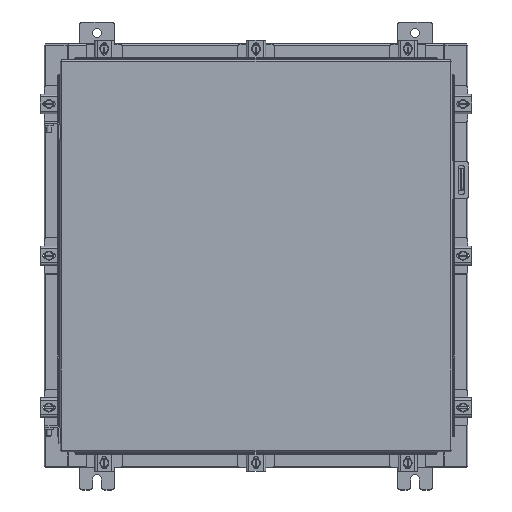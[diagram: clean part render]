
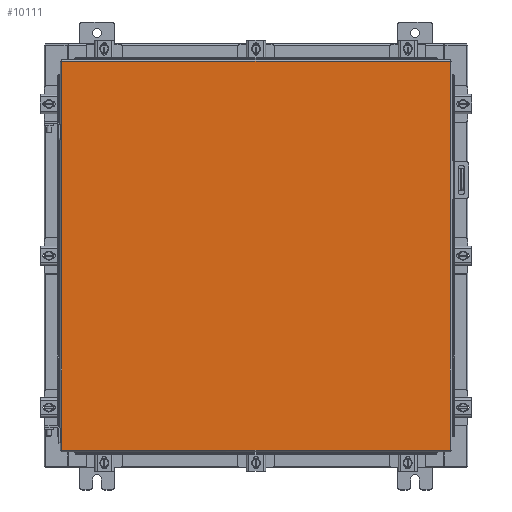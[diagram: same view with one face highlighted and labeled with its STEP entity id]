
A CAD part, top view. The second image highlights one B-rep face of the part: STEP entity #10111.
In plain terms, the highlighted planar face has unit normal (0, 0, 1).
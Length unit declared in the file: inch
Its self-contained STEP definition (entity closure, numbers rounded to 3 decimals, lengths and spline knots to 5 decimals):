
#2422 = VERTEX_POINT ( 'NONE', #14852 ) ;
#2661 = VERTEX_POINT ( 'NONE', #15449 ) ;
#2706 = CARTESIAN_POINT ( 'NONE',  ( -11.0063, -11.0063, 0. ) ) ;
#3017 = PLANE ( 'NONE',  #5433 ) ;
#3217 = CARTESIAN_POINT ( 'NONE',  ( 11.0063, 11.0063, 0. ) ) ;
#3891 = CARTESIAN_POINT ( 'NONE',  ( -11.0063, 11.0063, 0. ) ) ;
#4821 = EDGE_CURVE ( 'NONE', #18234, #2661, #11670, .T. ) ;
#5433 = AXIS2_PLACEMENT_3D ( 'NONE', #16969, #6525, #18693 ) ;
#5897 = EDGE_CURVE ( 'NONE', #18603, #2422, #17352, .T. ) ;
#6192 = ORIENTED_EDGE ( 'NONE', *, *, #17171, .T. ) ;
#6525 = DIRECTION ( 'NONE',  ( 0., 0., -1. ) ) ;
#6606 = ORIENTED_EDGE ( 'NONE', *, *, #5897, .T. ) ;
#7047 = DIRECTION ( 'NONE',  ( 0., 1., 0. ) ) ;
#7077 = ORIENTED_EDGE ( 'NONE', *, *, #16208, .T. ) ;
#7818 = CARTESIAN_POINT ( 'NONE',  ( 11.0063, 11.0063, 0. ) ) ;
#8899 = FACE_OUTER_BOUND ( 'NONE', #21092, .T. ) ;
#10111 = ADVANCED_FACE ( 'NONE', ( #8899 ), #3017, .F. ) ;
#11168 = VECTOR ( 'NONE', #7047, 39.37008 ) ;
#11465 = DIRECTION ( 'NONE',  ( 1., 0., 0. ) ) ;
#11615 = VECTOR ( 'NONE', #11465, 39.37008 ) ;
#11670 = LINE ( 'NONE', #7818, #20418 ) ;
#14309 = ORIENTED_EDGE ( 'NONE', *, *, #4821, .T. ) ;
#14349 = DIRECTION ( 'NONE',  ( 0., -1., 0. ) ) ;
#14852 = CARTESIAN_POINT ( 'NONE',  ( 11.0063, -11.0063, 0. ) ) ;
#14970 = LINE ( 'NONE', #3891, #15503 ) ;
#15449 = CARTESIAN_POINT ( 'NONE',  ( -11.0063, 11.0063, 0. ) ) ;
#15503 = VECTOR ( 'NONE', #14349, 39.37008 ) ;
#15812 = LINE ( 'NONE', #17432, #11168 ) ;
#16208 = EDGE_CURVE ( 'NONE', #2422, #18234, #15812, .T. ) ;
#16326 = CARTESIAN_POINT ( 'NONE',  ( -11.0063, -11.0063, 0. ) ) ;
#16969 = CARTESIAN_POINT ( 'NONE',  ( 0., 0., 0. ) ) ;
#17171 = EDGE_CURVE ( 'NONE', #2661, #18603, #14970, .T. ) ;
#17352 = LINE ( 'NONE', #2706, #11615 ) ;
#17432 = CARTESIAN_POINT ( 'NONE',  ( 11.0063, -11.0063, 0. ) ) ;
#18234 = VERTEX_POINT ( 'NONE', #3217 ) ;
#18603 = VERTEX_POINT ( 'NONE', #16326 ) ;
#18693 = DIRECTION ( 'NONE',  ( -1., 0., 0. ) ) ;
#20418 = VECTOR ( 'NONE', #21782, 39.37008 ) ;
#21092 = EDGE_LOOP ( 'NONE', ( #6606, #7077, #14309, #6192 ) ) ;
#21782 = DIRECTION ( 'NONE',  ( -1., 0., 0. ) ) ;
